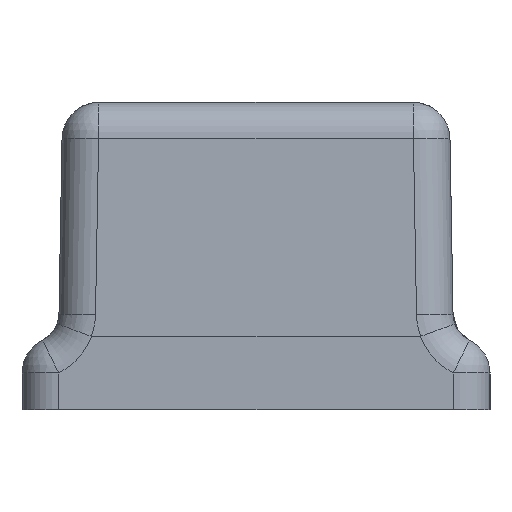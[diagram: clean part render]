
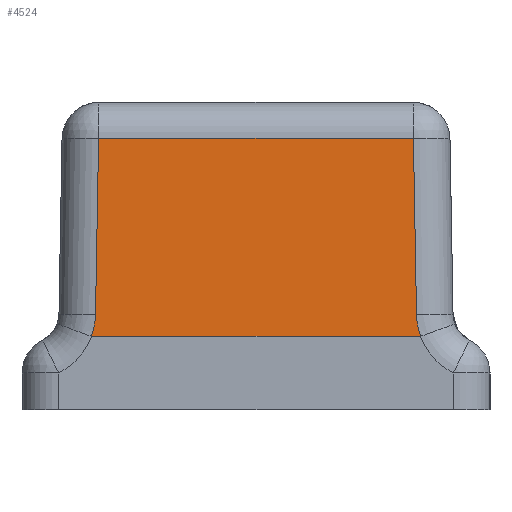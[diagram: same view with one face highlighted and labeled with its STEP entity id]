
A CAD part, left-side view. The second image highlights one B-rep face of the part: STEP entity #4524.
In plain terms, the highlighted planar face has unit normal (-1, 0, 0.018).
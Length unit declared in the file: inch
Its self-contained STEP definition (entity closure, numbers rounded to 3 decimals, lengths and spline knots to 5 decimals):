
#99=CARTESIAN_POINT('',(-1.825,-0.28155,0.12507));
#100=VERTEX_POINT('',#99);
#123=CARTESIAN_POINT('',(-1.825,-0.28117,0.125));
#124=VERTEX_POINT('',#123);
#125=CARTESIAN_POINT('',(-1.825,-0.28155,0.12507));
#126=CARTESIAN_POINT('',(-1.825,-0.28153,0.12506));
#127=CARTESIAN_POINT('',(-1.825,-0.28152,0.12506));
#128=CARTESIAN_POINT('',(-1.825,-0.28141,0.12502));
#129=CARTESIAN_POINT('',(-1.825,-0.28127,0.125));
#130=CARTESIAN_POINT('',(-1.825,-0.28117,0.125));
#131=B_SPLINE_CURVE_WITH_KNOTS('',3,(#125,#126,#127,#128,#129,#130),.UNSPECIFIED.,.F.,.U.,(4,2,4),(0.46206,0.46215,0.46299),.UNSPECIFIED.);
#132=EDGE_CURVE('',#100,#124,#131,.T.);
#167=CARTESIAN_POINT('',(-1.82434,-0.27435,0.16273));
#168=VERTEX_POINT('',#167);
#176=CARTESIAN_POINT('',(-1.82431,-0.38683,0.1647));
#177=DIRECTION('',(-1.,0.,0.017));
#178=DIRECTION('',(-0.017,0.,-1.));
#179=AXIS2_PLACEMENT_3D('',#176,#177,#178);
#180=ELLIPSE('',#179,0.11252,0.1125);
#181=EDGE_CURVE('',#168,#100,#180,.T.);
#201=CARTESIAN_POINT('',(-1.81909,-0.2691,0.46359));
#202=VERTEX_POINT('',#201);
#210=CARTESIAN_POINT('',(-1.81909,-0.2691,0.46359));
#211=DIRECTION('',(-0.017,-0.017,-1.));
#212=VECTOR('',#211,0.30095);
#213=LINE('',#210,#212);
#214=EDGE_CURVE('',#202,#168,#213,.T.);
#322=CARTESIAN_POINT('',(-1.81909,0.2691,0.46359));
#323=VERTEX_POINT('',#322);
#331=CARTESIAN_POINT('',(-1.81909,0.2691,0.46359));
#332=DIRECTION('',(0.0,-1.0,0.0));
#333=VECTOR('',#332,0.5382);
#334=LINE('',#331,#333);
#335=EDGE_CURVE('',#323,#202,#334,.T.);
#1401=CARTESIAN_POINT('',(-1.82434,0.27435,0.16273));
#1402=VERTEX_POINT('',#1401);
#1410=CARTESIAN_POINT('',(-1.82434,0.27435,0.16273));
#1411=DIRECTION('',(0.017,-0.017,1.));
#1412=VECTOR('',#1411,0.30095);
#1413=LINE('',#1410,#1412);
#1414=EDGE_CURVE('',#1402,#323,#1413,.T.);
#1455=CARTESIAN_POINT('',(-1.825,0.28155,0.12507));
#1456=VERTEX_POINT('',#1455);
#1457=CARTESIAN_POINT('',(-1.82431,0.38683,0.1647));
#1458=DIRECTION('',(-1.,0.,0.017));
#1459=DIRECTION('',(-0.017,0.,-1.));
#1460=AXIS2_PLACEMENT_3D('',#1457,#1458,#1459);
#1461=ELLIPSE('',#1460,0.11252,0.1125);
#1462=EDGE_CURVE('',#1456,#1402,#1461,.T.);
#1528=CARTESIAN_POINT('',(-1.825,0.28117,0.125));
#1529=VERTEX_POINT('',#1528);
#1537=CARTESIAN_POINT('',(-1.825,0.28117,0.125));
#1538=CARTESIAN_POINT('',(-1.825,0.28127,0.125));
#1539=CARTESIAN_POINT('',(-1.825,0.28141,0.12502));
#1540=CARTESIAN_POINT('',(-1.825,0.28152,0.12506));
#1541=CARTESIAN_POINT('',(-1.825,0.28153,0.12506));
#1542=CARTESIAN_POINT('',(-1.825,0.28155,0.12507));
#1543=B_SPLINE_CURVE_WITH_KNOTS('',3,(#1537,#1538,#1539,#1540,#1541,#1542),.UNSPECIFIED.,.F.,.U.,(4,2,4),(0.58675,0.58758,0.58768),.UNSPECIFIED.);
#1544=EDGE_CURVE('',#1529,#1456,#1543,.T.);
#3069=CARTESIAN_POINT('',(-1.825,-0.28117,0.125));
#3070=DIRECTION('',(0.0,1.0,0.0));
#3071=VECTOR('',#3070,0.56233);
#3072=LINE('',#3069,#3071);
#3073=EDGE_CURVE('',#1529,#124,#3072,.F.);
#4509=CARTESIAN_POINT('',(-1.825,-0.3375,0.125));
#4510=DIRECTION('',(-1.,0.0,0.017));
#4511=DIRECTION('',(0.0,-1.0,0.0));
#4512=AXIS2_PLACEMENT_3D('',#4509,#4510,#4511);
#4513=PLANE('',#4512);
#4514=ORIENTED_EDGE('',*,*,#214,.F.);
#4515=ORIENTED_EDGE('',*,*,#335,.F.);
#4516=ORIENTED_EDGE('',*,*,#1414,.F.);
#4517=ORIENTED_EDGE('',*,*,#1462,.F.);
#4518=ORIENTED_EDGE('',*,*,#1544,.F.);
#4519=ORIENTED_EDGE('',*,*,#3073,.T.);
#4520=ORIENTED_EDGE('',*,*,#132,.F.);
#4521=ORIENTED_EDGE('',*,*,#181,.F.);
#4522=EDGE_LOOP('',(#4514,#4515,#4516,#4517,#4518,#4519,#4520,#4521));
#4523=FACE_OUTER_BOUND('',#4522,.T.);
#4524=ADVANCED_FACE('',(#4523),#4513,.T.);
